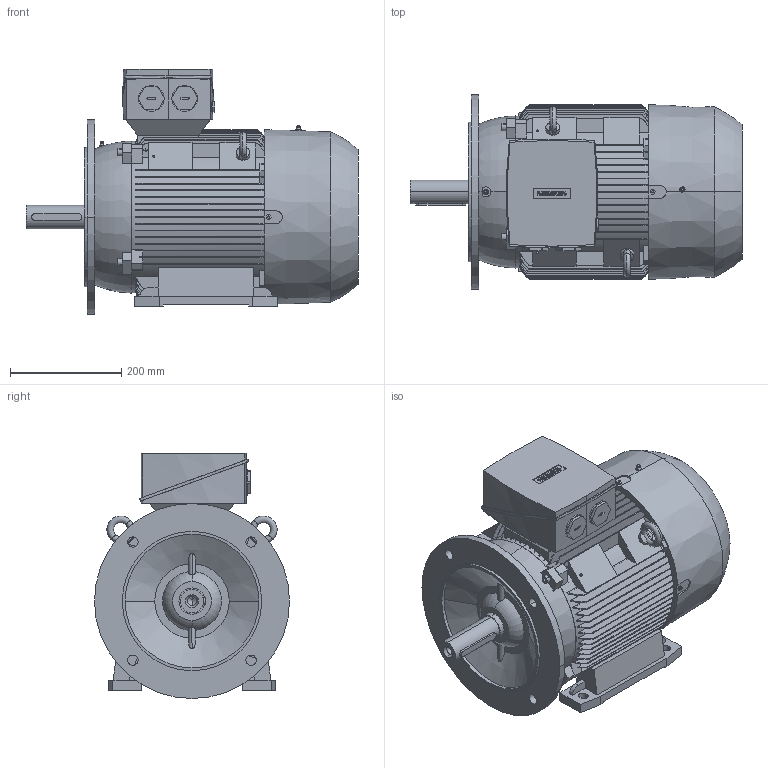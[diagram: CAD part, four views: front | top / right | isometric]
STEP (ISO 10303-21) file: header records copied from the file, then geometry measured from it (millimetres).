
FILE_DESCRIPTION(('STEP AP214'),'1');
FILE_NAME('cctmp_4CF5DA4F-347C-4CC3-8780-B95F717C4CC2_2023_06_27_10_32_37_0594..stp','2023-06-27T08:32:38',('SIEMENS A&D'),('CADClick - www.CADClick.com'),'Spatial InterOp 3D',' ','unknown authorization');
FILE_SCHEMA(('AUTOMOTIVE_DESIGN'));
Length unit declared in the file: millimetre
Products named in the file (1): 1
Bounding box: 596 x 350 x 440 mm (x, y, z)
Volume: 35545181.1 mm3; surface area: 1489758.1 mm2
Topology: 7 solids, 7 shells, 1090 faces, 2990 edges, 1967 vertices
Faces by surface type: plane 644, cylinder 260, torus 154, cone 32
Entity records: 51847 total; most frequent: CARTESIAN_POINT 15913, ORIENTED_EDGE 5976, DIRECTION 5236, EDGE_CURVE 2988, VERTEX_POINT 1967, AXIS2_PLACEMENT_3D 1749, LINE 1738, VECTOR 1738
